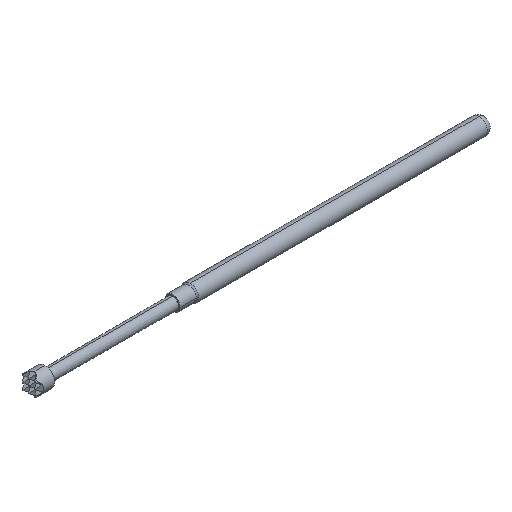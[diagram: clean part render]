
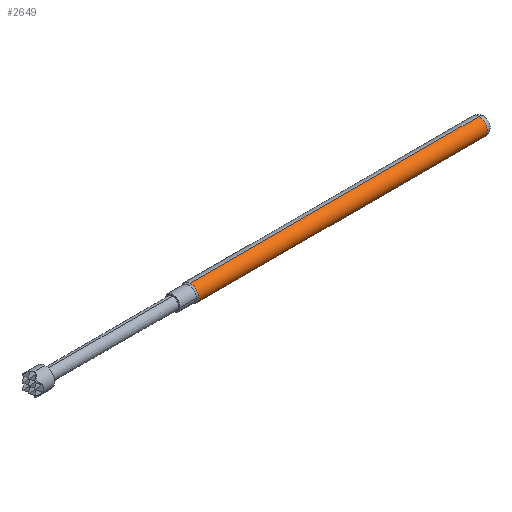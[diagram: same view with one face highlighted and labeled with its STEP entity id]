
A CAD part, isometric view. The second image highlights one B-rep face of the part: STEP entity #2649.
In plain terms, the highlighted cylindrical face has radius 0.683 mm (diameter 1.367 mm), a partial arc.
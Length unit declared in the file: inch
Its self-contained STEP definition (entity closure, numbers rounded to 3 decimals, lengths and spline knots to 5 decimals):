
#46 = VERTEX_POINT ( 'NONE', #737 ) ;
#90 = ORIENTED_EDGE ( 'NONE', *, *, #2561, .T. ) ;
#122 = ORIENTED_EDGE ( 'NONE', *, *, #395, .T. ) ;
#130 = CARTESIAN_POINT ( 'NONE',  ( 0.9438, 0., 0.0269 ) ) ;
#205 = DIRECTION ( 'NONE',  ( -1., 0., 0. ) ) ;
#395 = EDGE_CURVE ( 'NONE', #2025, #46, #1764, .T. ) ;
#438 = ORIENTED_EDGE ( 'NONE', *, *, #2553, .T. ) ;
#463 = ORIENTED_EDGE ( 'NONE', *, *, #2494, .T. ) ;
#470 = CARTESIAN_POINT ( 'NONE',  ( 0.9238, 0., -0.0269 ) ) ;
#472 = ORIENTED_EDGE ( 'NONE', *, *, #2583, .F. ) ;
#480 = LINE ( 'NONE', #130, #1183 ) ;
#563 = CARTESIAN_POINT ( 'NONE',  ( 0., 0., 0. ) ) ;
#583 = DIRECTION ( 'NONE',  ( 1., 0., 0. ) ) ;
#668 = DIRECTION ( 'NONE',  ( 0., 1., 0. ) ) ;
#737 = CARTESIAN_POINT ( 'NONE',  ( 0., -0.0269, 0. ) ) ;
#974 = AXIS2_PLACEMENT_3D ( 'NONE', #1832, #1612, #1834 ) ;
#1012 = VECTOR ( 'NONE', #1354, 39.37008 ) ;
#1041 = VERTEX_POINT ( 'NONE', #470 ) ;
#1095 = CIRCLE ( 'NONE', #1110, 0.0269 ) ;
#1110 = AXIS2_PLACEMENT_3D ( 'NONE', #563, #583, #668 ) ;
#1133 = CIRCLE ( 'NONE', #1366, 0.0269 ) ;
#1183 = VECTOR ( 'NONE', #205, 39.37008 ) ;
#1281 = VERTEX_POINT ( 'NONE', #3223 ) ;
#1354 = DIRECTION ( 'NONE',  ( -1., 0., 0. ) ) ;
#1366 = AXIS2_PLACEMENT_3D ( 'NONE', #2569, #2608, #2828 ) ;
#1497 = FACE_OUTER_BOUND ( 'NONE', #2821, .T. ) ;
#1512 = CARTESIAN_POINT ( 'NONE',  ( 0., 0., 0. ) ) ;
#1521 = DIRECTION ( 'NONE',  ( 1., 0., 0. ) ) ;
#1534 = DIRECTION ( 'NONE',  ( 0., 1., 0. ) ) ;
#1572 = CARTESIAN_POINT ( 'NONE',  ( 0., 0., 0.0269 ) ) ;
#1612 = DIRECTION ( 'NONE',  ( -1., 0., 0. ) ) ;
#1633 = CARTESIAN_POINT ( 'NONE',  ( 0.9238, 0., 0.0269 ) ) ;
#1764 = CIRCLE ( 'NONE', #2084, 0.0269 ) ;
#1832 = CARTESIAN_POINT ( 'NONE',  ( 0.9438, 0., 0. ) ) ;
#1834 = DIRECTION ( 'NONE',  ( 0., 0., 1. ) ) ;
#2025 = VERTEX_POINT ( 'NONE', #1572 ) ;
#2058 = VERTEX_POINT ( 'NONE', #1633 ) ;
#2084 = AXIS2_PLACEMENT_3D ( 'NONE', #1512, #1521, #1534 ) ;
#2412 = CARTESIAN_POINT ( 'NONE',  ( 0.9438, 0., -0.0269 ) ) ;
#2494 = EDGE_CURVE ( 'NONE', #1041, #2058, #1133, .T. ) ;
#2508 = CYLINDRICAL_SURFACE ( 'NONE', #974, 0.0269 ) ;
#2553 = EDGE_CURVE ( 'NONE', #2058, #2025, #480, .T. ) ;
#2561 = EDGE_CURVE ( 'NONE', #46, #1281, #1095, .T. ) ;
#2569 = CARTESIAN_POINT ( 'NONE',  ( 0.9238, 0., 0. ) ) ;
#2583 = EDGE_CURVE ( 'NONE', #1041, #1281, #3001, .T. ) ;
#2608 = DIRECTION ( 'NONE',  ( -1., 0., 0. ) ) ;
#2649 = ADVANCED_FACE ( 'NONE', ( #1497 ), #2508, .T. ) ;
#2821 = EDGE_LOOP ( 'NONE', ( #472, #463, #438, #122, #90 ) ) ;
#2828 = DIRECTION ( 'NONE',  ( 0., 0., -1. ) ) ;
#3001 = LINE ( 'NONE', #2412, #1012 ) ;
#3223 = CARTESIAN_POINT ( 'NONE',  ( 0., 0., -0.0269 ) ) ;
